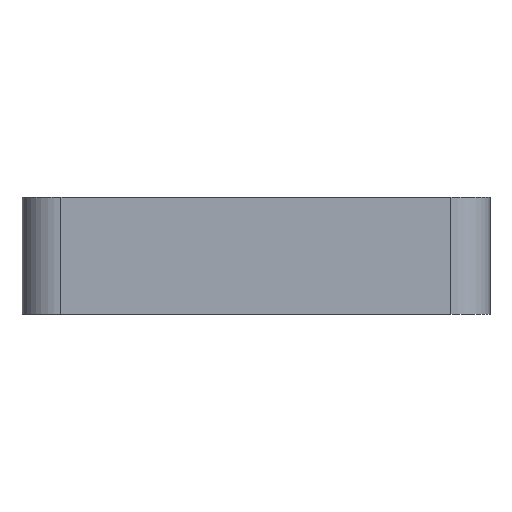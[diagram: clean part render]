
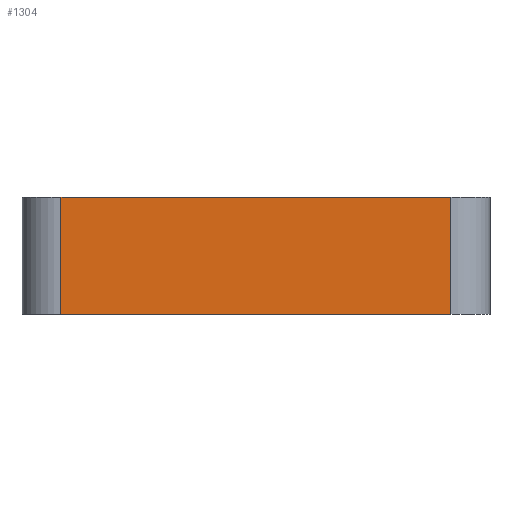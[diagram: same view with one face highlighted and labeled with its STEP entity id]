
A CAD part, left-side view. The second image highlights one B-rep face of the part: STEP entity #1304.
In plain terms, the highlighted planar face has unit normal (-1, 0, 0).
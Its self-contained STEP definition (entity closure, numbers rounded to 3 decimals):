
#64 = CARTESIAN_POINT ( 'NONE',  ( -2., 20., 6. ) ) ;
#90 = AXIS2_PLACEMENT_3D ( 'NONE', #329, #1263, #463 ) ;
#137 = ORIENTED_EDGE ( 'NONE', *, *, #256, .T. ) ;
#213 = VECTOR ( 'NONE', #1201, 1000. ) ;
#227 = CARTESIAN_POINT ( 'NONE',  ( -2., 0., 6. ) ) ;
#241 = VECTOR ( 'NONE', #948, 1000. ) ;
#256 = EDGE_CURVE ( 'NONE', #472, #631, #359, .T. ) ;
#273 = EDGE_CURVE ( 'NONE', #631, #1448, #901, .T. ) ;
#329 = CARTESIAN_POINT ( 'NONE',  ( -2., -2., 6. ) ) ;
#352 = DIRECTION ( 'NONE',  ( 0., 0., 1. ) ) ;
#359 = LINE ( 'NONE', #820, #241 ) ;
#463 = DIRECTION ( 'NONE',  ( 0., 0., 1. ) ) ;
#472 = VERTEX_POINT ( 'NONE', #536 ) ;
#536 = CARTESIAN_POINT ( 'NONE',  ( -2., 0., 6. ) ) ;
#576 = LINE ( 'NONE', #735, #1524 ) ;
#605 = DIRECTION ( 'NONE',  ( 0., 1., 0. ) ) ;
#631 = VERTEX_POINT ( 'NONE', #64 ) ;
#667 = EDGE_CURVE ( 'NONE', #954, #1448, #576, .T. ) ;
#735 = CARTESIAN_POINT ( 'NONE',  ( -2., -2., 0. ) ) ;
#777 = LINE ( 'NONE', #227, #1431 ) ;
#820 = CARTESIAN_POINT ( 'NONE',  ( -2., -2., 6. ) ) ;
#883 = CARTESIAN_POINT ( 'NONE',  ( -2., 20., 0. ) ) ;
#901 = LINE ( 'NONE', #1207, #213 ) ;
#948 = DIRECTION ( 'NONE',  ( 0., 1., 0. ) ) ;
#954 = VERTEX_POINT ( 'NONE', #1315 ) ;
#1144 = ORIENTED_EDGE ( 'NONE', *, *, #1455, .T. ) ;
#1186 = ORIENTED_EDGE ( 'NONE', *, *, #273, .T. ) ;
#1201 = DIRECTION ( 'NONE',  ( 0., 0., -1. ) ) ;
#1207 = CARTESIAN_POINT ( 'NONE',  ( -2., 20., 6. ) ) ;
#1263 = DIRECTION ( 'NONE',  ( -1., 0., 0. ) ) ;
#1304 = ADVANCED_FACE ( 'NONE', ( #1578 ), #1623, .T. ) ;
#1315 = CARTESIAN_POINT ( 'NONE',  ( -2., 0., 0. ) ) ;
#1349 = ORIENTED_EDGE ( 'NONE', *, *, #667, .F. ) ;
#1431 = VECTOR ( 'NONE', #352, 1000. ) ;
#1447 = EDGE_LOOP ( 'NONE', ( #1349, #1144, #137, #1186 ) ) ;
#1448 = VERTEX_POINT ( 'NONE', #883 ) ;
#1455 = EDGE_CURVE ( 'NONE', #954, #472, #777, .T. ) ;
#1524 = VECTOR ( 'NONE', #605, 1000. ) ;
#1578 = FACE_OUTER_BOUND ( 'NONE', #1447, .T. ) ;
#1623 = PLANE ( 'NONE',  #90 ) ;
